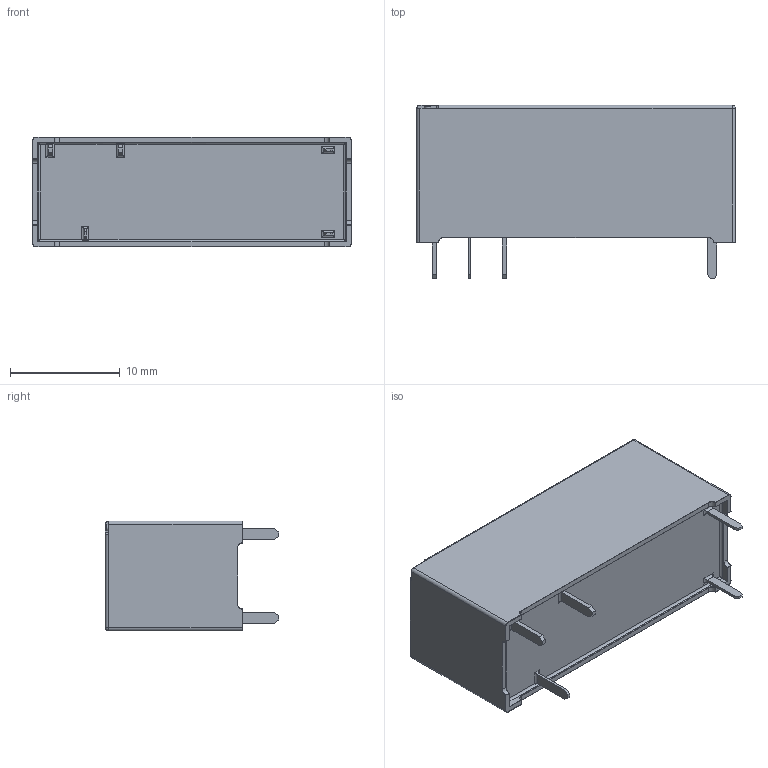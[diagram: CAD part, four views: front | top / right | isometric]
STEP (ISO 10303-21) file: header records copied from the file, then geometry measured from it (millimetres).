
FILE_DESCRIPTION (( 'STEP AP214' ), '1' );
FILE_NAME ('JS-12N-K.STEP', '2024-12-03T07:34:42', ( '' ), ( '' ), 'SwSTEP 2.0', 'SolidWorks 2016', '' );
FILE_SCHEMA (( 'AUTOMOTIVE_DESIGN' ));
Length unit declared in the file: millimetre
Products named in the file (1): JS-12N-K
Bounding box: 29 x 15.8 x 10 mm (x, y, z)
Volume: 3412.5 mm3; surface area: 1585.2 mm2
Topology: 1 solids, 1 shells, 186 faces, 438 edges, 239 vertices
Faces by surface type: cylinder 81, plane 62, torus 24, sphere 19
Entity records: 5751 total; most frequent: CARTESIAN_POINT 953, DIRECTION 899, ORIENTED_EDGE 838, EDGE_CURVE 419, AXIS2_PLACEMENT_3D 329, LINE 241, VECTOR 241, VERTEX_POINT 239
